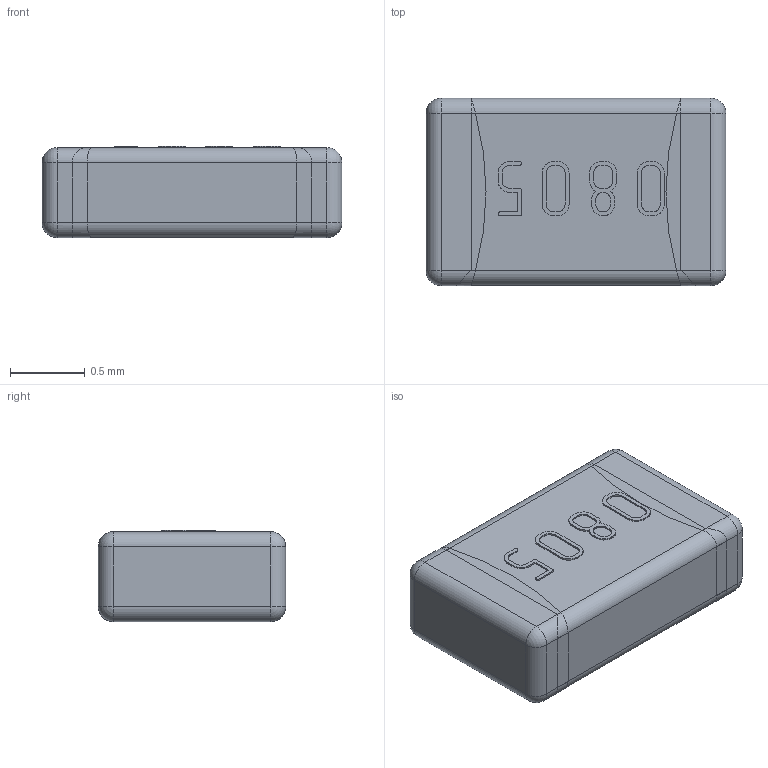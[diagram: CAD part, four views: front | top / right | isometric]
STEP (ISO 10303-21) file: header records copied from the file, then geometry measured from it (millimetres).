
FILE_DESCRIPTION(('STEP AP214'), '1');
FILE_NAME('êðèâîé êîíäåíñàòîð 0805', '', ('UNSPECIFIED'), ('UNSPECIFIED'), 'C3D Converter', 'C3D Toolkit', '');
FILE_SCHEMA(('AUTOMOTIVE_DESIGN { 1 0 10303 214 3 1 1}'));
Length unit declared in the file: millimetre
Bounding box: 2 x 1.25 x 0.61 mm (x, y, z)
Surface area: 12.3 mm2
Topology: 7 solids, 7 shells, 184 faces, 486 edges, 306 vertices
Faces by surface type: extrusion 82, plane 66, cylinder 26, sphere 10
Entity records: 6980 total; most frequent: CARTESIAN_POINT 1543, ORIENTED_EDGE 952, DIRECTION 624, EDGE_CURVE 476, VECTOR 346, VERTEX_POINT 306, LINE 264, B_SPLINE_CURVE_WITH_KNOTS 254
